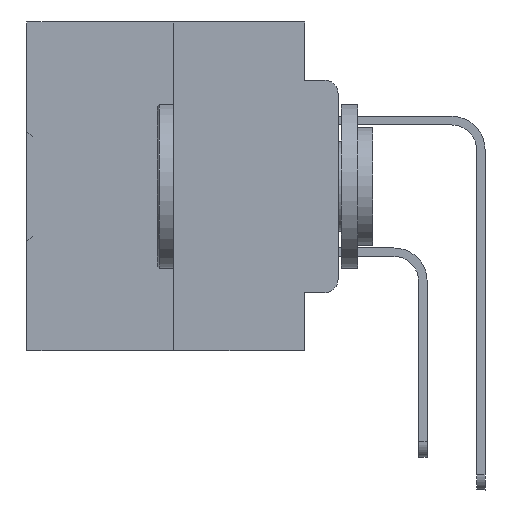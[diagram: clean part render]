
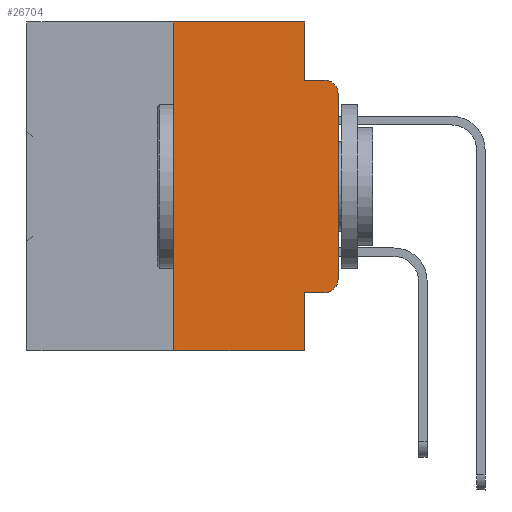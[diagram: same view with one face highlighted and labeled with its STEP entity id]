
A CAD part, left-side view. The second image highlights one B-rep face of the part: STEP entity #26704.
In plain terms, the highlighted planar face has unit normal (-1, 0, 0).
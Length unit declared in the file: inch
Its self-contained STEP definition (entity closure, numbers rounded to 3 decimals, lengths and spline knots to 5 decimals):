
#356 = LINE ( 'NONE', #9457, #16989 ) ;
#742 = DIRECTION ( 'NONE',  ( 0., 0., -1. ) ) ;
#750 = CIRCLE ( 'NONE', #27936, 0.02 ) ;
#963 = DIRECTION ( 'NONE',  ( 1., 0., 0. ) ) ;
#987 = VERTEX_POINT ( 'NONE', #27038 ) ;
#1406 = CARTESIAN_POINT ( 'NONE',  ( 0., 0.051, 0. ) ) ;
#1537 = CIRCLE ( 'NONE', #27454, 0.02 ) ;
#2173 = LINE ( 'NONE', #1406, #9910 ) ;
#2863 = ORIENTED_EDGE ( 'NONE', *, *, #27811, .F. ) ;
#2950 = CARTESIAN_POINT ( 'NONE',  ( 0., 0.02, -0.3915 ) ) ;
#2966 = LINE ( 'NONE', #36640, #21347 ) ;
#3522 = LINE ( 'NONE', #25112, #21522 ) ;
#3634 = CARTESIAN_POINT ( 'NONE',  ( 0., 0.02, -0.1085 ) ) ;
#3794 = VERTEX_POINT ( 'NONE', #6679 ) ;
#3876 = CARTESIAN_POINT ( 'NONE',  ( 0., 0., -0.1085 ) ) ;
#5175 = VECTOR ( 'NONE', #9030, 39.37008 ) ;
#5454 = ORIENTED_EDGE ( 'NONE', *, *, #10050, .T. ) ;
#6679 = CARTESIAN_POINT ( 'NONE',  ( 0., 0.051, 0. ) ) ;
#7084 = DIRECTION ( 'NONE',  ( 0., 0., -1. ) ) ;
#7709 = EDGE_CURVE ( 'NONE', #25489, #18851, #19814, .T. ) ;
#8036 = DIRECTION ( 'NONE',  ( 0., -1., 0. ) ) ;
#8684 = CARTESIAN_POINT ( 'NONE',  ( 0., 0.02, -0.4115 ) ) ;
#9030 = DIRECTION ( 'NONE',  ( 0., 0., 1. ) ) ;
#9071 = DIRECTION ( 'NONE',  ( -1., 0., 0. ) ) ;
#9346 = VERTEX_POINT ( 'NONE', #12933 ) ;
#9375 = DIRECTION ( 'NONE',  ( 0., 0., -1. ) ) ;
#9457 = CARTESIAN_POINT ( 'NONE',  ( 0., 0.051, 0. ) ) ;
#9910 = VECTOR ( 'NONE', #35464, 39.37008 ) ;
#10050 = EDGE_CURVE ( 'NONE', #27570, #34547, #33594, .T. ) ;
#10424 = LINE ( 'NONE', #31409, #21974 ) ;
#12068 = DIRECTION ( 'NONE',  ( 0., -1., 0. ) ) ;
#12276 = VECTOR ( 'NONE', #22050, 39.37008 ) ;
#12818 = DIRECTION ( 'NONE',  ( 0., -1., 0. ) ) ;
#12933 = CARTESIAN_POINT ( 'NONE',  ( 0., 0.02, -0.0885 ) ) ;
#14279 = ORIENTED_EDGE ( 'NONE', *, *, #17097, .T. ) ;
#15285 = ORIENTED_EDGE ( 'NONE', *, *, #30264, .F. ) ;
#15402 = DIRECTION ( 'NONE',  ( 0., 0., -1. ) ) ;
#15405 = PLANE ( 'NONE',  #33881 ) ;
#16456 = VERTEX_POINT ( 'NONE', #33603 ) ;
#16989 = VECTOR ( 'NONE', #742, 39.37008 ) ;
#17022 = DIRECTION ( 'NONE',  ( 0., -1., 0. ) ) ;
#17097 = EDGE_CURVE ( 'NONE', #987, #19830, #2966, .T. ) ;
#18851 = VERTEX_POINT ( 'NONE', #8684 ) ;
#19474 = LINE ( 'NONE', #34329, #12276 ) ;
#19814 = LINE ( 'NONE', #37641, #25391 ) ;
#19830 = VERTEX_POINT ( 'NONE', #33879 ) ;
#21271 = DIRECTION ( 'NONE',  ( -1., 0., 0. ) ) ;
#21341 = ORIENTED_EDGE ( 'NONE', *, *, #31553, .F. ) ;
#21347 = VECTOR ( 'NONE', #12068, 39.37008 ) ;
#21401 = EDGE_CURVE ( 'NONE', #18851, #27570, #750, .T. ) ;
#21522 = VECTOR ( 'NONE', #12818, 39.37008 ) ;
#21974 = VECTOR ( 'NONE', #8036, 39.37008 ) ;
#22050 = DIRECTION ( 'NONE',  ( 0., 0., 1. ) ) ;
#22340 = CARTESIAN_POINT ( 'NONE',  ( 0., 0.051, -0.0885 ) ) ;
#23608 = ORIENTED_EDGE ( 'NONE', *, *, #33638, .T. ) ;
#24102 = CARTESIAN_POINT ( 'NONE',  ( 0., 0., 0. ) ) ;
#25112 = CARTESIAN_POINT ( 'NONE',  ( 0., 0.051, -0.0885 ) ) ;
#25301 = CARTESIAN_POINT ( 'NONE',  ( 0., 0.051, -0.4115 ) ) ;
#25391 = VECTOR ( 'NONE', #17022, 39.37008 ) ;
#25489 = VERTEX_POINT ( 'NONE', #25301 ) ;
#26704 = ADVANCED_FACE ( 'NONE', ( #27692 ), #15405, .F. ) ;
#27038 = CARTESIAN_POINT ( 'NONE',  ( 0., 0.25, -0.5 ) ) ;
#27454 = AXIS2_PLACEMENT_3D ( 'NONE', #3634, #21271, #9375 ) ;
#27570 = VERTEX_POINT ( 'NONE', #36874 ) ;
#27578 = ORIENTED_EDGE ( 'NONE', *, *, #7709, .T. ) ;
#27692 = FACE_OUTER_BOUND ( 'NONE', #31104, .T. ) ;
#27811 = EDGE_CURVE ( 'NONE', #3794, #33018, #2173, .T. ) ;
#27936 = AXIS2_PLACEMENT_3D ( 'NONE', #2950, #9071, #15402 ) ;
#28581 = EDGE_CURVE ( 'NONE', #16456, #3794, #10424, .T. ) ;
#29033 = ORIENTED_EDGE ( 'NONE', *, *, #21401, .T. ) ;
#29695 = ORIENTED_EDGE ( 'NONE', *, *, #28581, .F. ) ;
#30264 = EDGE_CURVE ( 'NONE', #25489, #19830, #356, .T. ) ;
#30665 = CARTESIAN_POINT ( 'NONE',  ( 0., 0.473, 0. ) ) ;
#31104 = EDGE_LOOP ( 'NONE', ( #5454, #23608, #21341, #2863, #29695, #36351, #14279, #15285, #27578, #29033 ) ) ;
#31409 = CARTESIAN_POINT ( 'NONE',  ( 0., 0.473, 0. ) ) ;
#31553 = EDGE_CURVE ( 'NONE', #33018, #9346, #3522, .T. ) ;
#33018 = VERTEX_POINT ( 'NONE', #22340 ) ;
#33594 = LINE ( 'NONE', #24102, #5175 ) ;
#33603 = CARTESIAN_POINT ( 'NONE',  ( 0., 0.25, 0. ) ) ;
#33638 = EDGE_CURVE ( 'NONE', #34547, #9346, #1537, .T. ) ;
#33796 = EDGE_CURVE ( 'NONE', #987, #16456, #19474, .T. ) ;
#33879 = CARTESIAN_POINT ( 'NONE',  ( 0., 0.051, -0.5 ) ) ;
#33881 = AXIS2_PLACEMENT_3D ( 'NONE', #30665, #963, #7084 ) ;
#34329 = CARTESIAN_POINT ( 'NONE',  ( 0., 0.25, 0. ) ) ;
#34547 = VERTEX_POINT ( 'NONE', #3876 ) ;
#35464 = DIRECTION ( 'NONE',  ( 0., 0., -1. ) ) ;
#36351 = ORIENTED_EDGE ( 'NONE', *, *, #33796, .F. ) ;
#36640 = CARTESIAN_POINT ( 'NONE',  ( 0., 0.473, -0.5 ) ) ;
#36874 = CARTESIAN_POINT ( 'NONE',  ( 0., 0., -0.3915 ) ) ;
#37641 = CARTESIAN_POINT ( 'NONE',  ( 0., 0.051, -0.4115 ) ) ;
